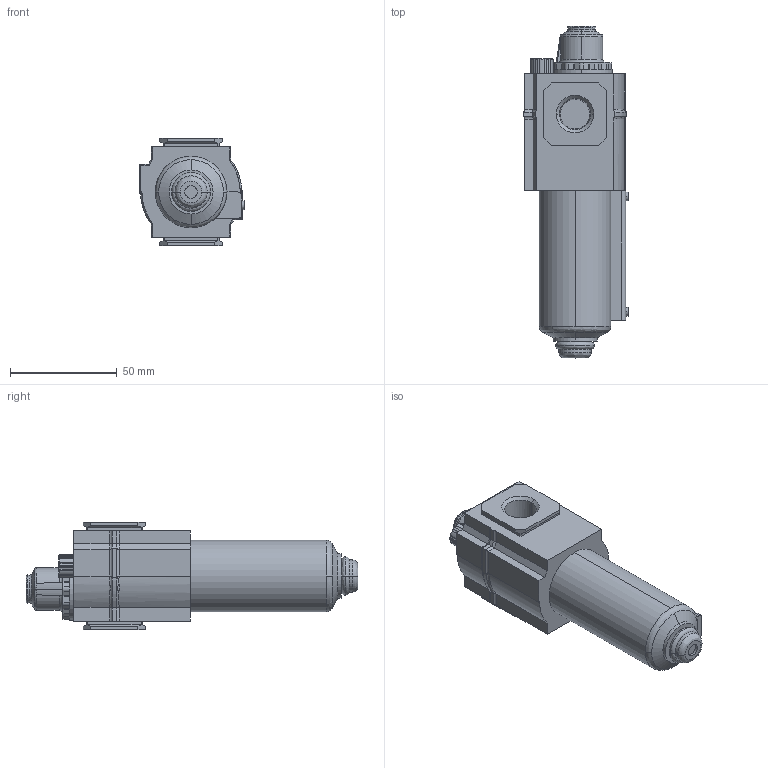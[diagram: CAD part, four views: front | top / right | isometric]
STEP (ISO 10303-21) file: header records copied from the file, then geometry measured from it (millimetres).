
FILE_DESCRIPTION (( 'STEP AP214' ), '1' );
FILE_NAME ('Norgren-L72C-3AP-EDN.STEP', '2020-12-08T21:55:38', ( '' ), ( '' ), 'SwSTEP 2.0', 'SolidWorks 2020', '' );
FILE_SCHEMA (( 'AUTOMOTIVE_DESIGN' ));
Length unit declared in the file: millimetre
Products named in the file (8): L72_ss_06_E; L72_ss_54; L_72d_E; Norgren-L72C-3AP-EDN; L72_ss_16; L72_ss_14; L_72-3_w; L72_ss_74
Assembly tree (7 placements, depth 3):
  Norgren-L72C-3AP-EDN
    L_72d_E
      L72_ss_06_E
      L72_ss_16
    L_72-3_w
      L72_ss_54
      L72_ss_14
      L72_ss_74
Bounding box: 49.29 x 155.4 x 50.25 mm (x, y, z)
Volume: 171754.2 mm3; surface area: 30028 mm2
Topology: 5 solids, 8 shells, 325 faces, 796 edges, 501 vertices
Faces by surface type: plane 140, cylinder 109, bspline 70, cone 4, torus 2
Entity records: 12529 total; most frequent: CARTESIAN_POINT 4107, ORIENTED_EDGE 1584, DIRECTION 1497, EDGE_CURVE 792, AXIS2_PLACEMENT_3D 519, VERTEX_POINT 501, LINE 459, VECTOR 459
